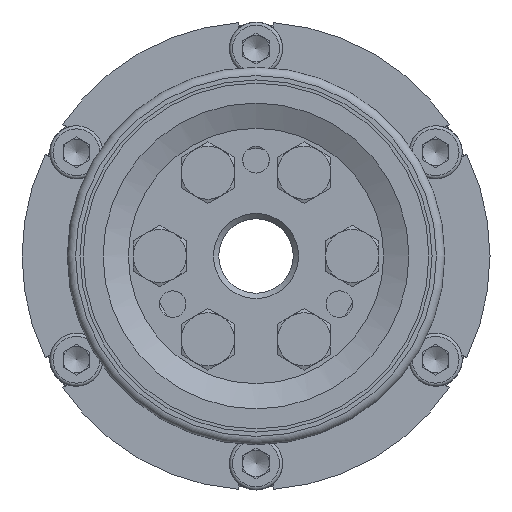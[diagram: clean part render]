
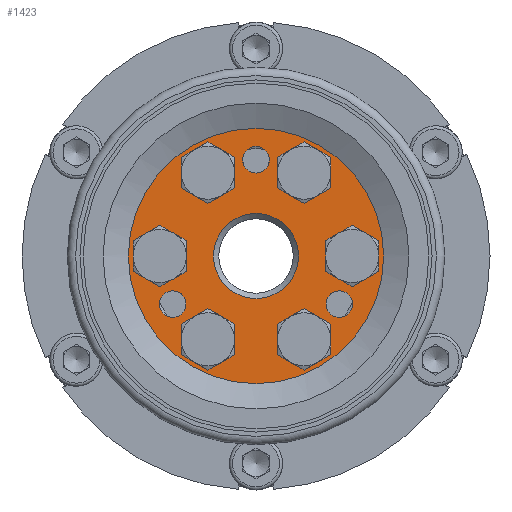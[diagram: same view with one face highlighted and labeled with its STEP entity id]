
A CAD part, left-side view. The second image highlights one B-rep face of the part: STEP entity #1423.
In plain terms, the highlighted planar face has unit normal (-1, 0, 0).
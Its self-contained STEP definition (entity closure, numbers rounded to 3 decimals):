
#1423 = ADVANCED_FACE( '', ( #3336, #3337, #3338, #3339, #3340, #3341, #3342, #3343, #3344, #3345, #3346 ), #3347, .T. );
#3336 = FACE_BOUND( '', #5677, .T. );
#3337 = FACE_OUTER_BOUND( '', #5678, .T. );
#3338 = FACE_BOUND( '', #5679, .T. );
#3339 = FACE_BOUND( '', #5680, .T. );
#3340 = FACE_BOUND( '', #5681, .T. );
#3341 = FACE_BOUND( '', #5682, .T. );
#3342 = FACE_BOUND( '', #5683, .T. );
#3343 = FACE_BOUND( '', #5684, .T. );
#3344 = FACE_BOUND( '', #5685, .T. );
#3345 = FACE_BOUND( '', #5686, .T. );
#3346 = FACE_BOUND( '', #5687, .T. );
#3347 = PLANE( '', #5688 );
#5677 = EDGE_LOOP( '', ( #9704 ) );
#5678 = EDGE_LOOP( '', ( #9705 ) );
#5679 = EDGE_LOOP( '', ( #9706 ) );
#5680 = EDGE_LOOP( '', ( #9707 ) );
#5681 = EDGE_LOOP( '', ( #9708 ) );
#5682 = EDGE_LOOP( '', ( #9709 ) );
#5683 = EDGE_LOOP( '', ( #9710 ) );
#5684 = EDGE_LOOP( '', ( #9711 ) );
#5685 = EDGE_LOOP( '', ( #9712 ) );
#5686 = EDGE_LOOP( '', ( #9713 ) );
#5687 = EDGE_LOOP( '', ( #9714 ) );
#5688 = AXIS2_PLACEMENT_3D( '', #9715, #9716, #9717 );
#9704 = ORIENTED_EDGE( '', *, *, #12124, .T. );
#9705 = ORIENTED_EDGE( '', *, *, #13564, .T. );
#9706 = ORIENTED_EDGE( '', *, *, #13565, .T. );
#9707 = ORIENTED_EDGE( '', *, *, #12278, .T. );
#9708 = ORIENTED_EDGE( '', *, *, #13566, .T. );
#9709 = ORIENTED_EDGE( '', *, *, #13437, .T. );
#9710 = ORIENTED_EDGE( '', *, *, #12703, .T. );
#9711 = ORIENTED_EDGE( '', *, *, #13280, .T. );
#9712 = ORIENTED_EDGE( '', *, *, #13567, .T. );
#9713 = ORIENTED_EDGE( '', *, *, #13568, .T. );
#9714 = ORIENTED_EDGE( '', *, *, #13427, .T. );
#9715 = CARTESIAN_POINT( '', ( -42.05, 0., 5.5 ) );
#9716 = DIRECTION( '', ( -1., 0., 0. ) );
#9717 = DIRECTION( '', ( 0., 0., 1. ) );
#12124 = EDGE_CURVE( '', #14188, #14188, #14189, .F. );
#12278 = EDGE_CURVE( '', #14454, #14454, #14455, .T. );
#12703 = EDGE_CURVE( '', #15147, #15147, #15148, .T. );
#13280 = EDGE_CURVE( '', #16038, #16038, #16039, .T. );
#13427 = EDGE_CURVE( '', #16248, #16248, #16249, .T. );
#13437 = EDGE_CURVE( '', #16261, #16261, #16262, .T. );
#13564 = EDGE_CURVE( '', #16436, #16436, #16437, .T. );
#13565 = EDGE_CURVE( '', #16438, #16438, #16439, .T. );
#13566 = EDGE_CURVE( '', #16440, #16440, #16441, .T. );
#13567 = EDGE_CURVE( '', #16442, #16442, #16443, .T. );
#13568 = EDGE_CURVE( '', #16444, #16444, #16445, .T. );
#14188 = VERTEX_POINT( '', #17233 );
#14189 = CIRCLE( '', #17234, 8. );
#14454 = VERTEX_POINT( '', #17828 );
#14455 = CIRCLE( '', #17829, 2.5 );
#15147 = VERTEX_POINT( '', #19294 );
#15148 = CIRCLE( '', #19295, 4.35 );
#16038 = VERTEX_POINT( '', #21223 );
#16039 = CIRCLE( '', #21224, 4.35 );
#16248 = VERTEX_POINT( '', #21599 );
#16249 = CIRCLE( '', #21600, 4.35 );
#16261 = VERTEX_POINT( '', #21614 );
#16262 = CIRCLE( '', #21615, 4.35 );
#16436 = VERTEX_POINT( '', #21916 );
#16437 = CIRCLE( '', #21917, 24. );
#16438 = VERTEX_POINT( '', #21918 );
#16439 = CIRCLE( '', #21919, 2.5 );
#16440 = VERTEX_POINT( '', #21920 );
#16441 = CIRCLE( '', #21921, 2.5 );
#16442 = VERTEX_POINT( '', #21922 );
#16443 = CIRCLE( '', #21923, 4.35 );
#16444 = VERTEX_POINT( '', #21924 );
#16445 = CIRCLE( '', #21925, 4.35 );
#17233 = CARTESIAN_POINT( '', ( -42.05, 0., 8. ) );
#17234 = AXIS2_PLACEMENT_3D( '', #23294, #23295, #23296 );
#17828 = CARTESIAN_POINT( '', ( -42.05, 0., 20.6 ) );
#17829 = AXIS2_PLACEMENT_3D( '', #23523, #23524, #23525 );
#19294 = CARTESIAN_POINT( '', ( -42.05, 18.1, 4.35 ) );
#19295 = AXIS2_PLACEMENT_3D( '', #24045, #24046, #24047 );
#21223 = CARTESIAN_POINT( '', ( -42.05, -9.05, 20.025 ) );
#21224 = AXIS2_PLACEMENT_3D( '', #24779, #24780, #24781 );
#21599 = CARTESIAN_POINT( '', ( -42.05, 9.05, -11.325 ) );
#21600 = AXIS2_PLACEMENT_3D( '', #24960, #24961, #24962 );
#21614 = CARTESIAN_POINT( '', ( -42.05, 9.05, 20.025 ) );
#21615 = AXIS2_PLACEMENT_3D( '', #24974, #24975, #24976 );
#21916 = CARTESIAN_POINT( '', ( -42.05, 0., 24. ) );
#21917 = AXIS2_PLACEMENT_3D( '', #25111, #25112, #25113 );
#21918 = CARTESIAN_POINT( '', ( -42.05, -15.675, -6.55 ) );
#21919 = AXIS2_PLACEMENT_3D( '', #25114, #25115, #25116 );
#21920 = CARTESIAN_POINT( '', ( -42.05, 15.675, -6.55 ) );
#21921 = AXIS2_PLACEMENT_3D( '', #25117, #25118, #25119 );
#21922 = CARTESIAN_POINT( '', ( -42.05, -18.1, 4.35 ) );
#21923 = AXIS2_PLACEMENT_3D( '', #25120, #25121, #25122 );
#21924 = CARTESIAN_POINT( '', ( -42.05, -9.05, -11.325 ) );
#21925 = AXIS2_PLACEMENT_3D( '', #25123, #25124, #25125 );
#23294 = CARTESIAN_POINT( '', ( -42.05, 0., 0. ) );
#23295 = DIRECTION( '', ( -1., 0., 0. ) );
#23296 = DIRECTION( '', ( 0., 0., 1. ) );
#23523 = CARTESIAN_POINT( '', ( -42.05, 0., 18.1 ) );
#23524 = DIRECTION( '', ( 1., 0., 0. ) );
#23525 = DIRECTION( '', ( 0., 0., 1. ) );
#24045 = CARTESIAN_POINT( '', ( -42.05, 18.1, 0. ) );
#24046 = DIRECTION( '', ( 1., 0., 0. ) );
#24047 = DIRECTION( '', ( 0., 0., 1. ) );
#24779 = CARTESIAN_POINT( '', ( -42.05, -9.05, 15.675 ) );
#24780 = DIRECTION( '', ( 1., 0., 0. ) );
#24781 = DIRECTION( '', ( 0., 0., 1. ) );
#24960 = CARTESIAN_POINT( '', ( -42.05, 9.05, -15.675 ) );
#24961 = DIRECTION( '', ( 1., 0., 0. ) );
#24962 = DIRECTION( '', ( 0., 0., 1. ) );
#24974 = CARTESIAN_POINT( '', ( -42.05, 9.05, 15.675 ) );
#24975 = DIRECTION( '', ( 1., 0., 0. ) );
#24976 = DIRECTION( '', ( 0., 0., 1. ) );
#25111 = CARTESIAN_POINT( '', ( -42.05, 0., 0. ) );
#25112 = DIRECTION( '', ( -1., 0., 0. ) );
#25113 = DIRECTION( '', ( 0., 0., 1. ) );
#25114 = CARTESIAN_POINT( '', ( -42.05, -15.675, -9.05 ) );
#25115 = DIRECTION( '', ( 1., 0., 0. ) );
#25116 = DIRECTION( '', ( 0., 0., 1. ) );
#25117 = CARTESIAN_POINT( '', ( -42.05, 15.675, -9.05 ) );
#25118 = DIRECTION( '', ( 1., 0., 0. ) );
#25119 = DIRECTION( '', ( 0., 0., 1. ) );
#25120 = CARTESIAN_POINT( '', ( -42.05, -18.1, 0. ) );
#25121 = DIRECTION( '', ( 1., 0., 0. ) );
#25122 = DIRECTION( '', ( 0., 0., 1. ) );
#25123 = CARTESIAN_POINT( '', ( -42.05, -9.05, -15.675 ) );
#25124 = DIRECTION( '', ( 1., 0., 0. ) );
#25125 = DIRECTION( '', ( 0., 0., 1. ) );
